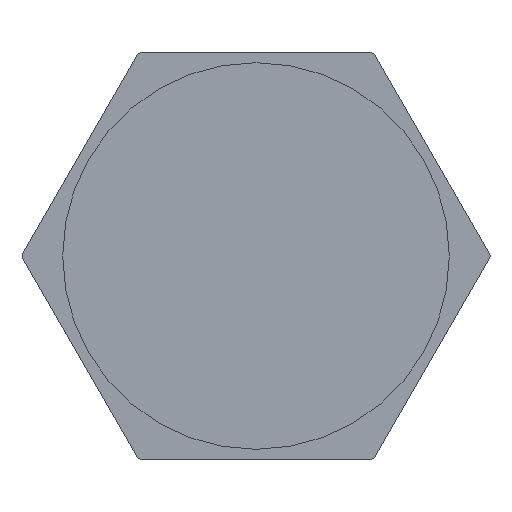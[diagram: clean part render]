
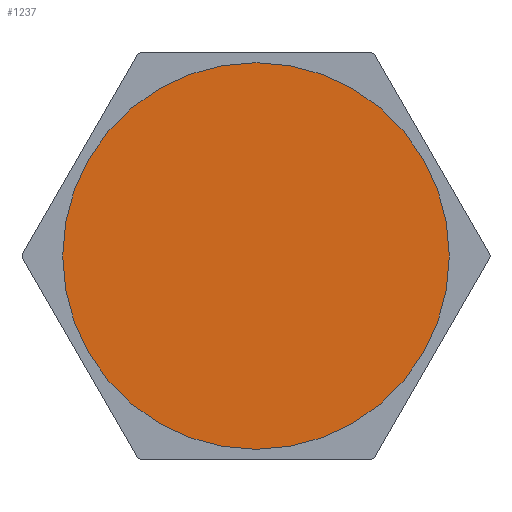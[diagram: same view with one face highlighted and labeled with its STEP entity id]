
A CAD part, left-side view. The second image highlights one B-rep face of the part: STEP entity #1237.
In plain terms, the highlighted planar face has unit normal (-1, 0, 0).
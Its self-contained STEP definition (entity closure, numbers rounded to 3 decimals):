
#159 = DIRECTION ( 'NONE',  ( 1., 0., 0. ) ) ;
#196 = AXIS2_PLACEMENT_3D ( 'NONE', #1441, #1604, #1297 ) ;
#252 = PLANE ( 'NONE',  #196 ) ;
#283 = DIRECTION ( 'NONE',  ( 0., 0., -1. ) ) ;
#512 = ORIENTED_EDGE ( 'NONE', *, *, #1695, .F. ) ;
#643 = CARTESIAN_POINT ( 'NONE',  ( -16.4, 0., 0. ) ) ;
#781 = CARTESIAN_POINT ( 'NONE',  ( -16.4, 0., -3.8 ) ) ;
#798 = AXIS2_PLACEMENT_3D ( 'NONE', #643, #1846, #962 ) ;
#803 = CARTESIAN_POINT ( 'NONE',  ( -16.4, 0., 3.8 ) ) ;
#837 = EDGE_LOOP ( 'NONE', ( #512, #1789 ) ) ;
#962 = DIRECTION ( 'NONE',  ( 0., 0., -1. ) ) ;
#979 = CIRCLE ( 'NONE', #798, 3.8 ) ;
#1025 = AXIS2_PLACEMENT_3D ( 'NONE', #1037, #159, #283 ) ;
#1037 = CARTESIAN_POINT ( 'NONE',  ( -16.4, 0., 0. ) ) ;
#1047 = VERTEX_POINT ( 'NONE', #781 ) ;
#1101 = VERTEX_POINT ( 'NONE', #803 ) ;
#1237 = ADVANCED_FACE ( 'NONE', ( #1708 ), #252, .T. ) ;
#1297 = DIRECTION ( 'NONE',  ( 0., 0., 1. ) ) ;
#1352 = EDGE_CURVE ( 'NONE', #1101, #1047, #1823, .T. ) ;
#1441 = CARTESIAN_POINT ( 'NONE',  ( -16.4, 0., 0. ) ) ;
#1604 = DIRECTION ( 'NONE',  ( -1., 0., 0. ) ) ;
#1695 = EDGE_CURVE ( 'NONE', #1047, #1101, #979, .T. ) ;
#1708 = FACE_OUTER_BOUND ( 'NONE', #837, .T. ) ;
#1789 = ORIENTED_EDGE ( 'NONE', *, *, #1352, .F. ) ;
#1823 = CIRCLE ( 'NONE', #1025, 3.8 ) ;
#1846 = DIRECTION ( 'NONE',  ( 1., 0., 0. ) ) ;
